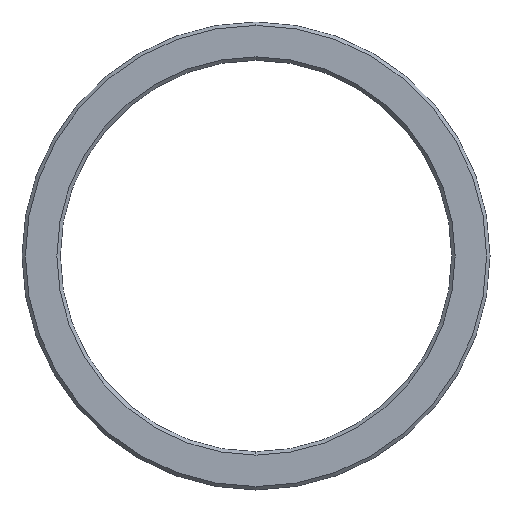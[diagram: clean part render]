
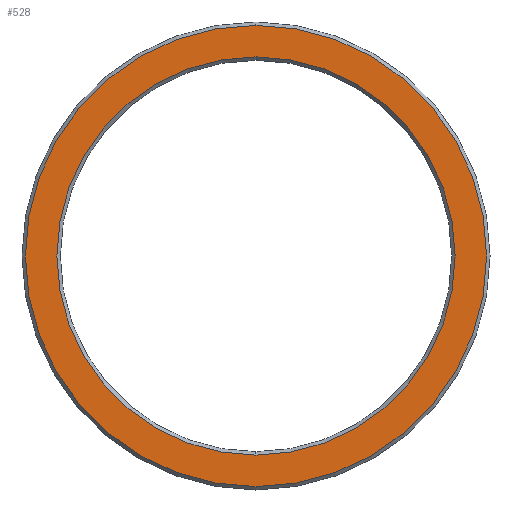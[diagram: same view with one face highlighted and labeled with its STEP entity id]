
A CAD part, left-side view. The second image highlights one B-rep face of the part: STEP entity #528.
In plain terms, the highlighted planar face has unit normal (-1, 0, 0).
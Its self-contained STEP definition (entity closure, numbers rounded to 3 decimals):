
#13 = CARTESIAN_POINT ( 'NONE',  ( -3.5, 0., 27.1 ) ) ;
#31 = CIRCLE ( 'NONE', #178, 27.1 ) ;
#47 = DIRECTION ( 'NONE',  ( 1., 0., 0. ) ) ;
#66 = CIRCLE ( 'NONE', #465, 27.1 ) ;
#79 = EDGE_CURVE ( 'NONE', #164, #489, #688, .T. ) ;
#90 = DIRECTION ( 'NONE',  ( 0., 0., -1. ) ) ;
#97 = AXIS2_PLACEMENT_3D ( 'NONE', #383, #491, #216 ) ;
#108 = FACE_BOUND ( 'NONE', #204, .T. ) ;
#118 = ORIENTED_EDGE ( 'NONE', *, *, #479, .T. ) ;
#121 = CARTESIAN_POINT ( 'NONE',  ( -3.5, 0., 0. ) ) ;
#164 = VERTEX_POINT ( 'NONE', #320 ) ;
#178 = AXIS2_PLACEMENT_3D ( 'NONE', #121, #549, #288 ) ;
#192 = DIRECTION ( 'NONE',  ( 0., 0., -1. ) ) ;
#204 = EDGE_LOOP ( 'NONE', ( #248, #118 ) ) ;
#205 = EDGE_CURVE ( 'NONE', #622, #618, #31, .T. ) ;
#216 = DIRECTION ( 'NONE',  ( 0., 0., -1. ) ) ;
#248 = ORIENTED_EDGE ( 'NONE', *, *, #79, .T. ) ;
#266 = EDGE_LOOP ( 'NONE', ( #341, #464 ) ) ;
#276 = CARTESIAN_POINT ( 'NONE',  ( -3.5, 0., 0. ) ) ;
#288 = DIRECTION ( 'NONE',  ( 0., 0., -1. ) ) ;
#309 = CARTESIAN_POINT ( 'NONE',  ( -3.5, 0., -23.4 ) ) ;
#320 = CARTESIAN_POINT ( 'NONE',  ( -3.5, 0., 23.4 ) ) ;
#323 = FACE_OUTER_BOUND ( 'NONE', #266, .T. ) ;
#341 = ORIENTED_EDGE ( 'NONE', *, *, #560, .T. ) ;
#357 = AXIS2_PLACEMENT_3D ( 'NONE', #576, #47, #90 ) ;
#383 = CARTESIAN_POINT ( 'NONE',  ( -3.5, 27.5, 0. ) ) ;
#429 = AXIS2_PLACEMENT_3D ( 'NONE', #582, #469, #192 ) ;
#464 = ORIENTED_EDGE ( 'NONE', *, *, #205, .T. ) ;
#465 = AXIS2_PLACEMENT_3D ( 'NONE', #276, #498, #527 ) ;
#469 = DIRECTION ( 'NONE',  ( 1., 0., 0. ) ) ;
#479 = EDGE_CURVE ( 'NONE', #489, #164, #624, .T. ) ;
#489 = VERTEX_POINT ( 'NONE', #309 ) ;
#491 = DIRECTION ( 'NONE',  ( 1., 0., 0. ) ) ;
#498 = DIRECTION ( 'NONE',  ( -1., 0., 0. ) ) ;
#527 = DIRECTION ( 'NONE',  ( 0., 0., -1. ) ) ;
#528 = ADVANCED_FACE ( 'NONE', ( #323, #108 ), #584, .F. ) ;
#549 = DIRECTION ( 'NONE',  ( -1., 0., 0. ) ) ;
#560 = EDGE_CURVE ( 'NONE', #618, #622, #66, .T. ) ;
#576 = CARTESIAN_POINT ( 'NONE',  ( -3.5, 0., 0. ) ) ;
#582 = CARTESIAN_POINT ( 'NONE',  ( -3.5, 0., 0. ) ) ;
#584 = PLANE ( 'NONE',  #97 ) ;
#618 = VERTEX_POINT ( 'NONE', #701 ) ;
#622 = VERTEX_POINT ( 'NONE', #13 ) ;
#624 = CIRCLE ( 'NONE', #429, 23.4 ) ;
#688 = CIRCLE ( 'NONE', #357, 23.4 ) ;
#701 = CARTESIAN_POINT ( 'NONE',  ( -3.5, 0., -27.1 ) ) ;
